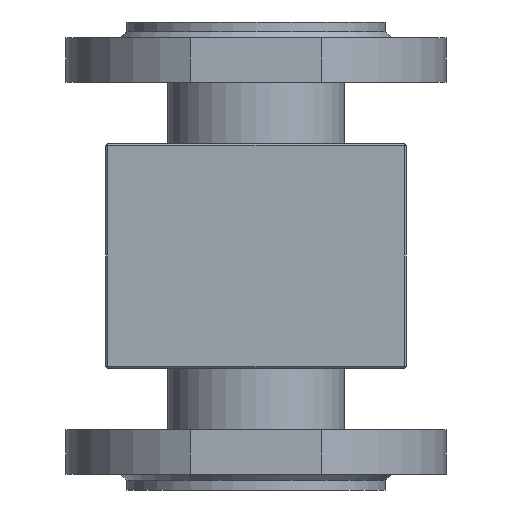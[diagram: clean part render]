
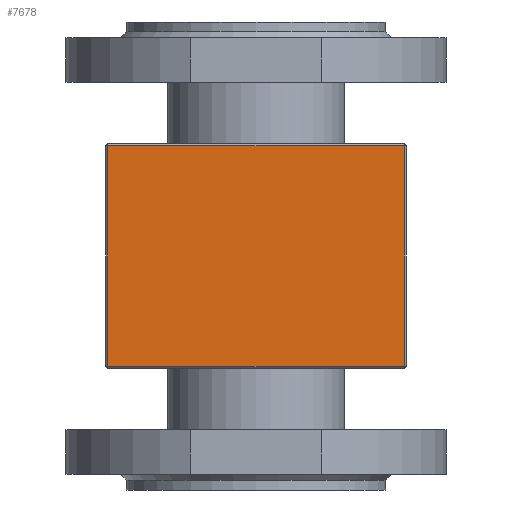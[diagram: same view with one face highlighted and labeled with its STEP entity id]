
A CAD part, front view. The second image highlights one B-rep face of the part: STEP entity #7678.
In plain terms, the highlighted planar face has unit normal (0, -1, 0).
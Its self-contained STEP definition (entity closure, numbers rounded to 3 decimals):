
#1944 = VERTEX_POINT ( 'NONE', #8806 ) ;
#2335 = ORIENTED_EDGE ( 'NONE', *, *, #13149, .T. ) ;
#5572 = VECTOR ( 'NONE', #30969, 1000. ) ;
#6723 = CARTESIAN_POINT ( 'NONE',  ( -77., -77., -115. ) ) ;
#7678 = ADVANCED_FACE ( 'NONE', ( #11722 ), #24652, .T. ) ;
#8806 = CARTESIAN_POINT ( 'NONE',  ( -76., -77., -114. ) ) ;
#9361 = CARTESIAN_POINT ( 'NONE',  ( -76., -77., -1. ) ) ;
#9385 = DIRECTION ( 'NONE',  ( 0., -1., 0. ) ) ;
#9846 = VECTOR ( 'NONE', #10638, 1000. ) ;
#10638 = DIRECTION ( 'NONE',  ( 1., 0., 0. ) ) ;
#11722 = FACE_OUTER_BOUND ( 'NONE', #14748, .T. ) ;
#11963 = VECTOR ( 'NONE', #32038, 1000. ) ;
#13149 = EDGE_CURVE ( 'NONE', #30505, #24648, #24713, .T. ) ;
#14163 = CARTESIAN_POINT ( 'NONE',  ( 76., -77., -115. ) ) ;
#14748 = EDGE_LOOP ( 'NONE', ( #24949, #17783, #2335, #33112 ) ) ;
#17783 = ORIENTED_EDGE ( 'NONE', *, *, #32403, .T. ) ;
#18392 = EDGE_CURVE ( 'NONE', #24201, #1944, #24344, .T. ) ;
#21424 = VECTOR ( 'NONE', #25374, 1000. ) ;
#21567 = CARTESIAN_POINT ( 'NONE',  ( 76., -77., -114. ) ) ;
#22461 = EDGE_CURVE ( 'NONE', #24648, #24201, #29846, .T. ) ;
#23472 = CARTESIAN_POINT ( 'NONE',  ( -76., -77., -115. ) ) ;
#24201 = VERTEX_POINT ( 'NONE', #9361 ) ;
#24344 = LINE ( 'NONE', #23472, #5572 ) ;
#24648 = VERTEX_POINT ( 'NONE', #32110 ) ;
#24652 = PLANE ( 'NONE',  #30699 ) ;
#24713 = LINE ( 'NONE', #14163, #11963 ) ;
#24949 = ORIENTED_EDGE ( 'NONE', *, *, #18392, .T. ) ;
#25374 = DIRECTION ( 'NONE',  ( -1., 0., 0. ) ) ;
#25889 = CARTESIAN_POINT ( 'NONE',  ( -77., -77., -114. ) ) ;
#27211 = DIRECTION ( 'NONE',  ( 0., 0., -1. ) ) ;
#27961 = CARTESIAN_POINT ( 'NONE',  ( -77., -77., -1. ) ) ;
#29403 = LINE ( 'NONE', #25889, #9846 ) ;
#29846 = LINE ( 'NONE', #27961, #21424 ) ;
#30505 = VERTEX_POINT ( 'NONE', #21567 ) ;
#30699 = AXIS2_PLACEMENT_3D ( 'NONE', #6723, #9385, #27211 ) ;
#30969 = DIRECTION ( 'NONE',  ( 0., 0., -1. ) ) ;
#32038 = DIRECTION ( 'NONE',  ( 0., 0., 1. ) ) ;
#32110 = CARTESIAN_POINT ( 'NONE',  ( 76., -77., -1. ) ) ;
#32403 = EDGE_CURVE ( 'NONE', #1944, #30505, #29403, .T. ) ;
#33112 = ORIENTED_EDGE ( 'NONE', *, *, #22461, .T. ) ;
